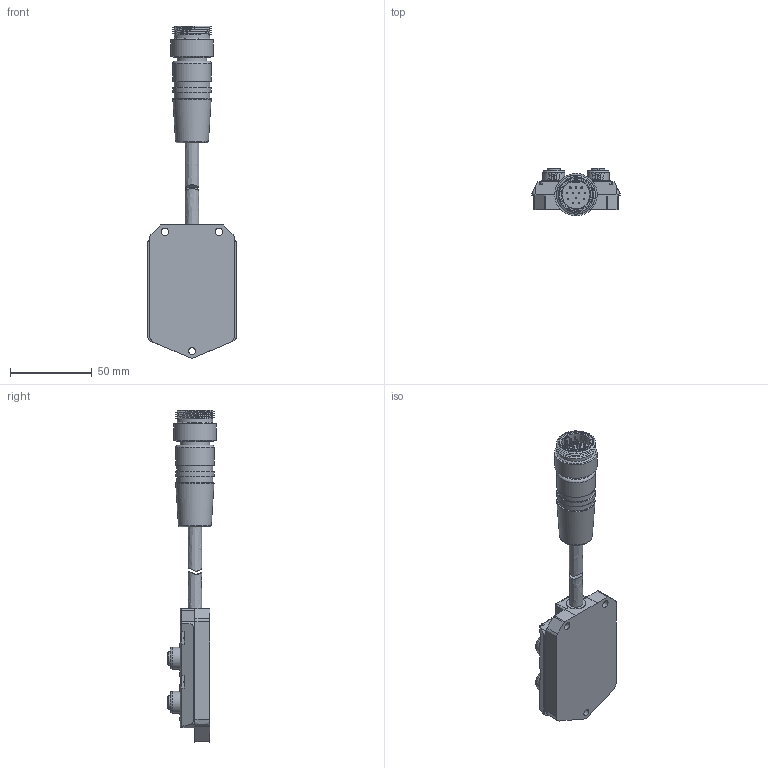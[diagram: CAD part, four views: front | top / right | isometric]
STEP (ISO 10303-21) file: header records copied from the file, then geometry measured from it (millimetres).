
FILE_DESCRIPTION( ('This file contains a STEP AP42 implementation' ,'as created by ZW3D STEP Interface translator.') ,'2;1' );
FILE_NAME( 'ASTR4-5-4XX-P12.stp' ,'211222.115312', (''), ('ZWCAD Software Co.'), 'Version 1.0', 'ZW3D to STEP translator', '' );
FILE_SCHEMA(('AUTOMOTIVE_DESIGN'));
Length unit declared in the file: millimetre
Products named in the file (3): 0; ASTR4-5-4XX-30XX; DSTR8-5-4XX-P12
Assembly tree (1 placements, depth 2):
  0
  ASTR4-5-4XX-30XX
    DSTR8-5-4XX-P12
Bounding box: 54 x 29.49 x 203.26 mm (x, y, z)
Volume: 96172.9 mm3; surface area: 28117.6 mm2
Topology: 3 solids, 3 shells, 665 faces, 1686 edges, 1119 vertices
Faces by surface type: bspline 665
Entity records: 30713 total; most frequent: CARTESIAN_POINT 19910, ORIENTED_EDGE 3340, EDGE_CURVE 1670, B_SPLINE_CURVE_WITH_KNOTS 1304, VERTEX_POINT 1120, EDGE_LOOP 780, FACE_OUTER_BOUND 665, ADVANCED_FACE 665
